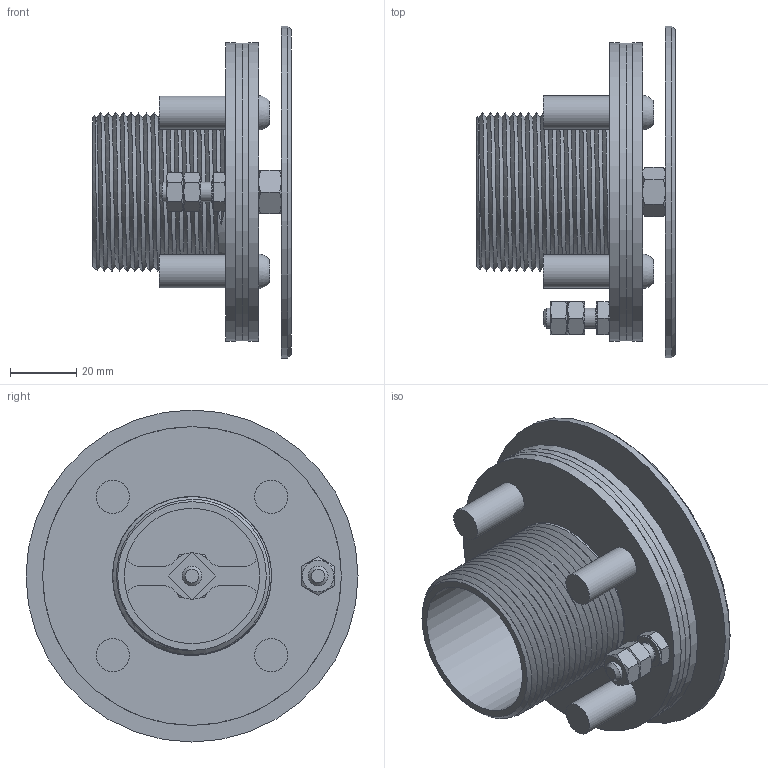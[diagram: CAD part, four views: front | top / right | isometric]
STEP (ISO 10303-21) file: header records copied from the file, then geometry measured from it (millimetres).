
FILE_DESCRIPTION(('STEP AP214'), '1');
FILE_NAME('Ð07-09 Ôîðñóíêà ïîäà÷è âîäû ðàññåèâàþùàÿ (íàðóæ 1.5'') ïëåíêà', '2025-02-26T12:01:30', ('Runwill'), (''), 'C3D Converter', 'C3D Toolkit', '');
FILE_SCHEMA(('AUTOMOTIVE_DESIGN { 1 0 10303 214 3 1 1}'));
Length unit declared in the file: millimetre
Assembly tree (20 placements, depth 4):
  (unnamed)
    (unnamed)
      (unnamed)  x4
      (unnamed)
        (unnamed)
        (unnamed)  x2
    (unnamed)
      (unnamed)
    (unnamed)
      (unnamed)
    (unnamed)  x2
    (unnamed)
    (unnamed)  x4
Bounding box: 59.8 x 100 x 100 mm (x, y, z)
Volume: 99186.4 mm3; surface area: 85091.4 mm2
Topology: 19 solids, 19 shells, 248 faces, 557 edges, 353 vertices
Faces by surface type: plane 114, cylinder 74, cone 47, torus 7, sphere 4, bspline 2
Full cylindrical faces by diameter (mm): 4.917 x7, 6 x6, 6.647 x1, 7 x5, 7.5 x12, 10 x5, 11.34 x1, 40.803 x1, 41.5 x2, 47.803 x1, 90 x4, 100 x1
Entity records: 13899 total; most frequent: CARTESIAN_POINT 9388, DIRECTION 742, ORIENTED_EDGE 676, EDGE_CURVE 338, AXIS2_PLACEMENT_3D 317, EDGE_LOOP 263, VERTEX_POINT 243, FACE_BOUND 177
